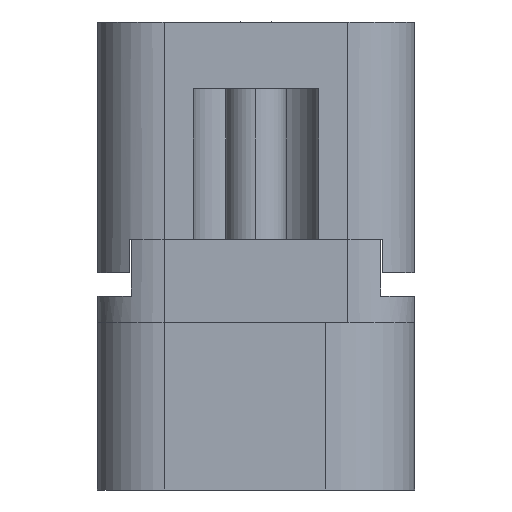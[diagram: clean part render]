
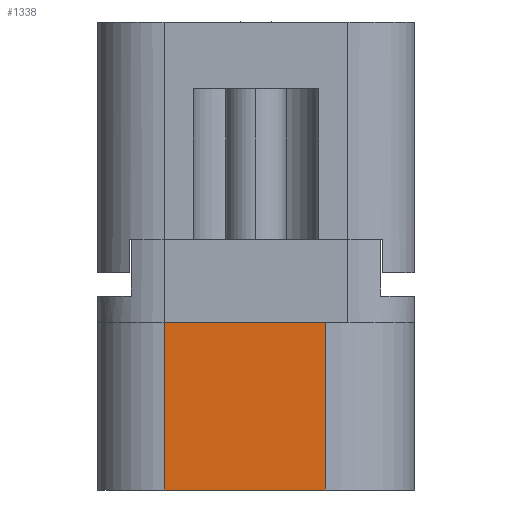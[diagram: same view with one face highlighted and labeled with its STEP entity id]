
A CAD part, left-side view. The second image highlights one B-rep face of the part: STEP entity #1338.
In plain terms, the highlighted planar face has unit normal (-1, 0, 0).
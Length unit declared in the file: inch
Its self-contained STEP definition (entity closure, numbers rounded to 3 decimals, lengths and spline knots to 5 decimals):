
#1134 = VERTEX_POINT ( 'NONE', #3445 ) ;
#1137 = EDGE_CURVE ( 'NONE', #1138, #1134, #3443, .T. ) ;
#1138 = VERTEX_POINT ( 'NONE', #3439 ) ;
#1279 = VERTEX_POINT ( 'NONE', #3643 ) ;
#1284 = EDGE_CURVE ( 'NONE', #1279, #1138, #3637, .T. ) ;
#1338 = ADVANCED_FACE ( 'NONE', ( #3756 ), #3755, .T. ) ;
#1339 = EDGE_LOOP ( 'NONE', ( #1340, #1343, #1344, #1345 ) ) ;
#1340 = ORIENTED_EDGE ( 'NONE', *, *, #1341, .F. ) ;
#1341 = EDGE_CURVE ( 'NONE', #1279, #1342, #3750, .T. ) ;
#1342 = VERTEX_POINT ( 'NONE', #3746 ) ;
#1343 = ORIENTED_EDGE ( 'NONE', *, *, #1284, .T. ) ;
#1344 = ORIENTED_EDGE ( 'NONE', *, *, #1137, .T. ) ;
#1345 = ORIENTED_EDGE ( 'NONE', *, *, #1346, .F. ) ;
#1346 = EDGE_CURVE ( 'NONE', #1342, #1134, #3745, .T. ) ;
#3376 = DIRECTION ( 'NONE',  ( 0., 0., 1. ) ) ;
#3439 = CARTESIAN_POINT ( 'NONE',  ( -0.61773, -0.10354, -0.135 ) ) ;
#3440 = DIRECTION ( 'NONE',  ( 0., 1., 0. ) ) ;
#3441 = VECTOR ( 'NONE', #3440, 39.37008 ) ;
#3442 = CARTESIAN_POINT ( 'NONE',  ( -0.61773, 0.01671, -0.135 ) ) ;
#3443 = LINE ( 'NONE', #3442, #3441 ) ;
#3445 = CARTESIAN_POINT ( 'NONE',  ( -0.61773, 0.13696, -0.135 ) ) ;
#3635 = VECTOR ( 'NONE', #3376, 39.37008 ) ;
#3636 = CARTESIAN_POINT ( 'NONE',  ( -0.61773, -0.10354, -0.26 ) ) ;
#3637 = LINE ( 'NONE', #3636, #3635 ) ;
#3643 = CARTESIAN_POINT ( 'NONE',  ( -0.61773, -0.10354, -0.385 ) ) ;
#3742 = DIRECTION ( 'NONE',  ( 0., 0., 1. ) ) ;
#3743 = VECTOR ( 'NONE', #3742, 39.37008 ) ;
#3744 = CARTESIAN_POINT ( 'NONE',  ( -0.61773, 0.13696, -0.26 ) ) ;
#3745 = LINE ( 'NONE', #3744, #3743 ) ;
#3746 = CARTESIAN_POINT ( 'NONE',  ( -0.61773, 0.13696, -0.385 ) ) ;
#3747 = DIRECTION ( 'NONE',  ( 0., 1., 0. ) ) ;
#3748 = VECTOR ( 'NONE', #3747, 39.37008 ) ;
#3749 = CARTESIAN_POINT ( 'NONE',  ( -0.61773, 0., -0.385 ) ) ;
#3750 = LINE ( 'NONE', #3749, #3748 ) ;
#3751 = DIRECTION ( 'NONE',  ( 0., 1., 0. ) ) ;
#3752 = DIRECTION ( 'NONE',  ( -1., 0., 0. ) ) ;
#3753 = CARTESIAN_POINT ( 'NONE',  ( -0.61773, -0.10354, -0.135 ) ) ;
#3754 = AXIS2_PLACEMENT_3D ( 'NONE', #3753, #3752, #3751 ) ;
#3755 = PLANE ( 'NONE',  #3754 ) ;
#3756 = FACE_OUTER_BOUND ( 'NONE', #1339, .T. ) ;
